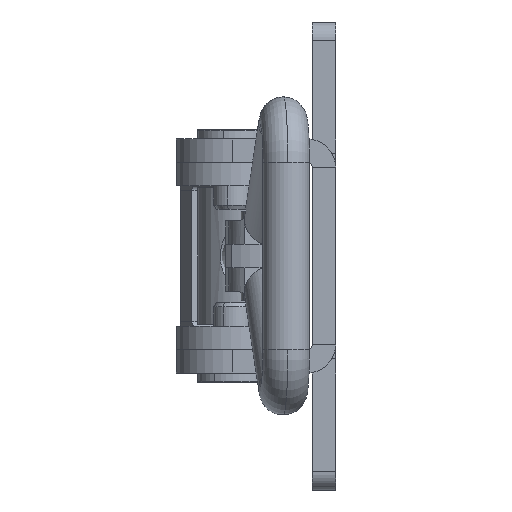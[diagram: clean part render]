
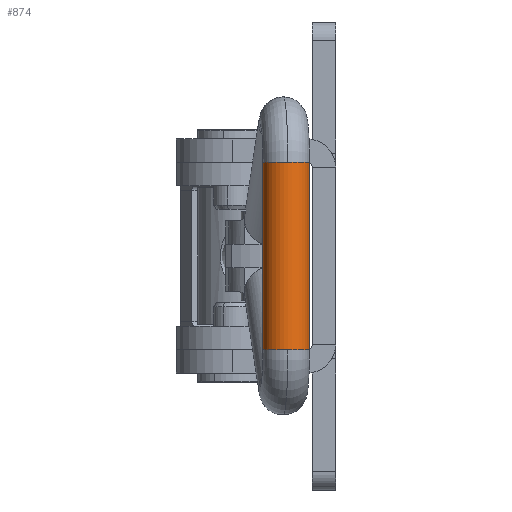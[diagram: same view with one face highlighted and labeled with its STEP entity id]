
A CAD part, left-side view. The second image highlights one B-rep face of the part: STEP entity #874.
In plain terms, the highlighted cylindrical face has radius 2.5 mm (diameter 5 mm), a partial arc.
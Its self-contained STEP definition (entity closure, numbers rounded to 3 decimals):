
#111 = CARTESIAN_POINT ( 'NONE',  ( 10., 34., 0. ) ) ;
#300 = ORIENTED_EDGE ( 'NONE', *, *, #5867, .F. ) ;
#322 = AXIS2_PLACEMENT_3D ( 'NONE', #2004, #3910, #2361 ) ;
#467 = DIRECTION ( 'NONE',  ( 0., 0., -1. ) ) ;
#628 = VERTEX_POINT ( 'NONE', #4216 ) ;
#710 = EDGE_CURVE ( 'NONE', #628, #1124, #6006, .T. ) ;
#781 = AXIS2_PLACEMENT_3D ( 'NONE', #2366, #4399, #467 ) ;
#874 = ADVANCED_FACE ( 'NONE', ( #2958 ), #4082, .T. ) ;
#982 = ORIENTED_EDGE ( 'NONE', *, *, #4862, .F. ) ;
#1076 = DIRECTION ( 'NONE',  ( 1., 0., 0. ) ) ;
#1124 = VERTEX_POINT ( 'NONE', #6120 ) ;
#1214 = CIRCLE ( 'NONE', #2441, 2.5 ) ;
#1222 = ORIENTED_EDGE ( 'NONE', *, *, #710, .T. ) ;
#1631 = VERTEX_POINT ( 'NONE', #2841 ) ;
#1760 = EDGE_CURVE ( 'NONE', #5536, #2474, #4835, .T. ) ;
#2004 = CARTESIAN_POINT ( 'NONE',  ( 10., 31.5, 0. ) ) ;
#2022 = DIRECTION ( 'NONE',  ( 1., 0., 0. ) ) ;
#2125 = VECTOR ( 'NONE', #1076, 1000. ) ;
#2285 = DIRECTION ( 'NONE',  ( -1., 0., 0. ) ) ;
#2361 = DIRECTION ( 'NONE',  ( 0., -1., 0. ) ) ;
#2366 = CARTESIAN_POINT ( 'NONE',  ( -10., 31.5, 0. ) ) ;
#2370 = CARTESIAN_POINT ( 'NONE',  ( -10., 31.5, -2.5 ) ) ;
#2441 = AXIS2_PLACEMENT_3D ( 'NONE', #5182, #2285, #5681 ) ;
#2474 = VERTEX_POINT ( 'NONE', #2370 ) ;
#2578 = ORIENTED_EDGE ( 'NONE', *, *, #5555, .T. ) ;
#2801 = CARTESIAN_POINT ( 'NONE',  ( -10., 31.5, 0. ) ) ;
#2841 = CARTESIAN_POINT ( 'NONE',  ( 10., 31.5, -2.5 ) ) ;
#2935 = VECTOR ( 'NONE', #2022, 1000. ) ;
#2958 = FACE_OUTER_BOUND ( 'NONE', #3093, .T. ) ;
#3093 = EDGE_LOOP ( 'NONE', ( #982, #1222, #2578, #3195, #300, #3221 ) ) ;
#3195 = ORIENTED_EDGE ( 'NONE', *, *, #3515, .T. ) ;
#3221 = ORIENTED_EDGE ( 'NONE', *, *, #1760, .F. ) ;
#3257 = DIRECTION ( 'NONE',  ( 0., -1., 0. ) ) ;
#3259 = CARTESIAN_POINT ( 'NONE',  ( -10., 31.5, 0. ) ) ;
#3269 = CIRCLE ( 'NONE', #5430, 2.5 ) ;
#3384 = CIRCLE ( 'NONE', #322, 2.5 ) ;
#3515 = EDGE_CURVE ( 'NONE', #5902, #1631, #3384, .T. ) ;
#3910 = DIRECTION ( 'NONE',  ( -1., 0., 0. ) ) ;
#4082 = CYLINDRICAL_SURFACE ( 'NONE', #781, 2.5 ) ;
#4211 = DIRECTION ( 'NONE',  ( -1., 0., 0. ) ) ;
#4216 = CARTESIAN_POINT ( 'NONE',  ( -10., 31.5, 2.5 ) ) ;
#4399 = DIRECTION ( 'NONE',  ( 1., 0., 0. ) ) ;
#4464 = CARTESIAN_POINT ( 'NONE',  ( -10., 31.5, 2.5 ) ) ;
#4835 = CIRCLE ( 'NONE', #4999, 2.5 ) ;
#4862 = EDGE_CURVE ( 'NONE', #628, #5536, #3269, .T. ) ;
#4999 = AXIS2_PLACEMENT_3D ( 'NONE', #3259, #4211, #5554 ) ;
#5165 = CARTESIAN_POINT ( 'NONE',  ( -10., 34., 0. ) ) ;
#5182 = CARTESIAN_POINT ( 'NONE',  ( 10., 31.5, 0. ) ) ;
#5430 = AXIS2_PLACEMENT_3D ( 'NONE', #2801, #6207, #3257 ) ;
#5536 = VERTEX_POINT ( 'NONE', #5165 ) ;
#5554 = DIRECTION ( 'NONE',  ( 0., -1., 0. ) ) ;
#5555 = EDGE_CURVE ( 'NONE', #1124, #5902, #1214, .T. ) ;
#5681 = DIRECTION ( 'NONE',  ( 0., -1., 0. ) ) ;
#5835 = LINE ( 'NONE', #5932, #2935 ) ;
#5867 = EDGE_CURVE ( 'NONE', #2474, #1631, #5835, .T. ) ;
#5902 = VERTEX_POINT ( 'NONE', #111 ) ;
#5932 = CARTESIAN_POINT ( 'NONE',  ( -10., 31.5, -2.5 ) ) ;
#6006 = LINE ( 'NONE', #4464, #2125 ) ;
#6120 = CARTESIAN_POINT ( 'NONE',  ( 10., 31.5, 2.5 ) ) ;
#6207 = DIRECTION ( 'NONE',  ( -1., 0., 0. ) ) ;
